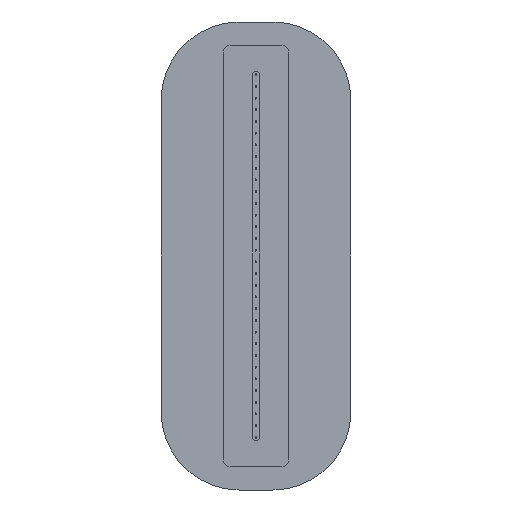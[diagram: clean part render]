
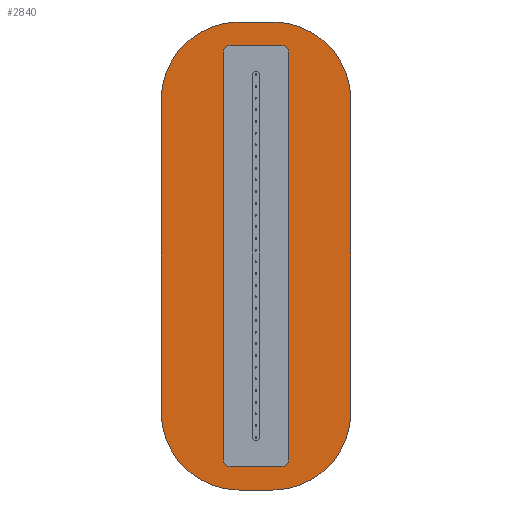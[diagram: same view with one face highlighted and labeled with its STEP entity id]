
A CAD part, front view. The second image highlights one B-rep face of the part: STEP entity #2840.
In plain terms, the highlighted planar face has unit normal (0, -1, 0).
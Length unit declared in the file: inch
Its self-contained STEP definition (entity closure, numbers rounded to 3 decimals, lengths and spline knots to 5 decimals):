
#103=LINE('',#4730,#268);
#104=LINE('',#4734,#269);
#105=LINE('',#4738,#270);
#106=LINE('',#4742,#271);
#127=LINE('',#4848,#292);
#128=LINE('',#4852,#293);
#129=LINE('',#4856,#294);
#130=LINE('',#4859,#295);
#268=VECTOR('',#3744,0.3937);
#269=VECTOR('',#3747,0.3937);
#270=VECTOR('',#3750,0.3937);
#271=VECTOR('',#3753,0.3937);
#292=VECTOR('',#3894,0.3937);
#293=VECTOR('',#3897,0.3937);
#294=VECTOR('',#3900,0.3937);
#295=VECTOR('',#3903,0.3937);
#495=FACE_BOUND('',#989,.T.);
#581=PLANE('',#3184);
#744=FACE_OUTER_BOUND('',#988,.T.);
#988=EDGE_LOOP('',(#2279,#2280,#2281,#2282,#2283,#2284,#2285,#2286));
#989=EDGE_LOOP('',(#2287,#2288,#2289,#2290,#2291,#2292,#2293,#2294));
#1202=CIRCLE('',#3122,0.1);
#1203=CIRCLE('',#3123,0.1);
#1204=CIRCLE('',#3124,0.1);
#1205=CIRCLE('',#3125,0.1);
#1218=CIRCLE('',#3182,1.181);
#1220=CIRCLE('',#3185,1.181);
#1221=CIRCLE('',#3186,1.181);
#1222=CIRCLE('',#3187,1.181);
#1401=VERTEX_POINT('',#4728);
#1402=VERTEX_POINT('',#4729);
#1403=VERTEX_POINT('',#4731);
#1404=VERTEX_POINT('',#4733);
#1405=VERTEX_POINT('',#4735);
#1406=VERTEX_POINT('',#4737);
#1407=VERTEX_POINT('',#4739);
#1408=VERTEX_POINT('',#4741);
#1429=VERTEX_POINT('',#4838);
#1430=VERTEX_POINT('',#4839);
#1433=VERTEX_POINT('',#4847);
#1434=VERTEX_POINT('',#4849);
#1435=VERTEX_POINT('',#4851);
#1436=VERTEX_POINT('',#4853);
#1437=VERTEX_POINT('',#4855);
#1438=VERTEX_POINT('',#4857);
#1697=EDGE_CURVE('',#1401,#1402,#103,.T.);
#1698=EDGE_CURVE('',#1403,#1401,#1202,.T.);
#1699=EDGE_CURVE('',#1404,#1403,#104,.T.);
#1700=EDGE_CURVE('',#1405,#1404,#1203,.T.);
#1701=EDGE_CURVE('',#1406,#1405,#105,.T.);
#1702=EDGE_CURVE('',#1407,#1406,#1204,.T.);
#1703=EDGE_CURVE('',#1408,#1407,#106,.T.);
#1704=EDGE_CURVE('',#1402,#1408,#1205,.T.);
#1735=EDGE_CURVE('',#1429,#1430,#1218,.T.);
#1739=EDGE_CURVE('',#1433,#1429,#127,.T.);
#1740=EDGE_CURVE('',#1434,#1433,#1220,.T.);
#1741=EDGE_CURVE('',#1435,#1434,#128,.T.);
#1742=EDGE_CURVE('',#1436,#1435,#1221,.T.);
#1743=EDGE_CURVE('',#1437,#1436,#129,.T.);
#1744=EDGE_CURVE('',#1438,#1437,#1222,.T.);
#1745=EDGE_CURVE('',#1430,#1438,#130,.T.);
#2279=ORIENTED_EDGE('',*,*,#1735,.F.);
#2280=ORIENTED_EDGE('',*,*,#1739,.F.);
#2281=ORIENTED_EDGE('',*,*,#1740,.F.);
#2282=ORIENTED_EDGE('',*,*,#1741,.F.);
#2283=ORIENTED_EDGE('',*,*,#1742,.F.);
#2284=ORIENTED_EDGE('',*,*,#1743,.F.);
#2285=ORIENTED_EDGE('',*,*,#1744,.F.);
#2286=ORIENTED_EDGE('',*,*,#1745,.F.);
#2287=ORIENTED_EDGE('',*,*,#1703,.T.);
#2288=ORIENTED_EDGE('',*,*,#1702,.T.);
#2289=ORIENTED_EDGE('',*,*,#1701,.T.);
#2290=ORIENTED_EDGE('',*,*,#1700,.T.);
#2291=ORIENTED_EDGE('',*,*,#1699,.T.);
#2292=ORIENTED_EDGE('',*,*,#1698,.T.);
#2293=ORIENTED_EDGE('',*,*,#1697,.T.);
#2294=ORIENTED_EDGE('',*,*,#1704,.T.);
#2840=ADVANCED_FACE('',(#744,#495),#581,.T.);
#3122=AXIS2_PLACEMENT_3D('',#4732,#3745,#3746);
#3123=AXIS2_PLACEMENT_3D('',#4736,#3748,#3749);
#3124=AXIS2_PLACEMENT_3D('',#4740,#3751,#3752);
#3125=AXIS2_PLACEMENT_3D('',#4743,#3754,#3755);
#3182=AXIS2_PLACEMENT_3D('',#4840,#3886,#3887);
#3184=AXIS2_PLACEMENT_3D('',#4846,#3892,#3893);
#3185=AXIS2_PLACEMENT_3D('',#4850,#3895,#3896);
#3186=AXIS2_PLACEMENT_3D('',#4854,#3898,#3899);
#3187=AXIS2_PLACEMENT_3D('',#4858,#3901,#3902);
#3744=DIRECTION('',(0.,0.,1.));
#3745=DIRECTION('center_axis',(0.,1.,0.));
#3746=DIRECTION('ref_axis',(-1.,0.,0.));
#3747=DIRECTION('',(-1.,0.,0.));
#3748=DIRECTION('center_axis',(0.,1.,0.));
#3749=DIRECTION('ref_axis',(0.,0.,
-1.));
#3750=DIRECTION('',(0.,0.,-1.));
#3751=DIRECTION('center_axis',(0.,1.,0.));
#3752=DIRECTION('ref_axis',(1.,0.,0.));
#3753=DIRECTION('',(1.,0.,0.));
#3754=DIRECTION('center_axis',(0.,1.,0.));
#3755=DIRECTION('ref_axis',(0.,0.,1.));
#3886=DIRECTION('center_axis',(0.,1.,0.));
#3887=DIRECTION('ref_axis',(0.707,0.,-0.707));
#3892=DIRECTION('center_axis',(0.,-1.,0.));
#3893=DIRECTION('ref_axis',(0.,0.,
-1.));
#3894=DIRECTION('',(0.,0.,-1.));
#3895=DIRECTION('center_axis',(0.,1.,0.));
#3896=DIRECTION('ref_axis',(0.707,0.,0.707));
#3897=DIRECTION('',(1.,0.,0.));
#3898=DIRECTION('center_axis',(0.,1.,0.));
#3899=DIRECTION('ref_axis',(-0.707,0.,0.707));
#3900=DIRECTION('',(0.,0.,1.));
#3901=DIRECTION('center_axis',(0.,1.,0.));
#3902=DIRECTION('ref_axis',(-0.707,0.,-0.707));
#3903=DIRECTION('',(-1.,0.,0.));
#4728=CARTESIAN_POINT('',(-0.492,-23.97564,-3.089));
#4729=CARTESIAN_POINT('',(-0.492,-23.97564,3.089));
#4730=CARTESIAN_POINT('',(-0.492,-23.97564,1.5445));
#4731=CARTESIAN_POINT('',(-0.392,-23.97564,-3.189));
#4732=CARTESIAN_POINT('Origin',(-0.392,-23.97564,-3.089));
#4733=CARTESIAN_POINT('',(0.392,-23.97564,-3.189));
#4734=CARTESIAN_POINT('',(-0.196,-23.97564,-3.189));
#4735=CARTESIAN_POINT('',(0.492,-23.97564,-3.089));
#4736=CARTESIAN_POINT('Origin',(0.392,-23.97564,-3.089));
#4737=CARTESIAN_POINT('',(0.492,-23.97564,3.089));
#4738=CARTESIAN_POINT('',(0.492,-23.97564,-1.5445));
#4739=CARTESIAN_POINT('',(0.392,-23.97564,3.189));
#4740=CARTESIAN_POINT('Origin',(0.392,-23.97564,3.089));
#4741=CARTESIAN_POINT('',(-0.392,-23.97564,3.189));
#4742=CARTESIAN_POINT('',(0.196,-23.97564,3.189));
#4743=CARTESIAN_POINT('Origin',(-0.392,-23.97564,3.089));
#4838=CARTESIAN_POINT('',(1.437,-23.97564,-2.364));
#4839=CARTESIAN_POINT('',(0.256,-23.97564,-3.545));
#4840=CARTESIAN_POINT('Origin',(0.256,-23.97564,-2.364));
#4846=CARTESIAN_POINT('Origin',(0.,-23.97564,
0.));
#4847=CARTESIAN_POINT('',(1.437,-23.97564,2.364));
#4848=CARTESIAN_POINT('',(1.437,-23.97564,-3.545));
#4849=CARTESIAN_POINT('',(0.256,-23.97564,3.545));
#4850=CARTESIAN_POINT('Origin',(0.256,-23.97564,2.364));
#4851=CARTESIAN_POINT('',(-0.256,-23.97564,3.545));
#4852=CARTESIAN_POINT('',(1.437,-23.97564,3.545));
#4853=CARTESIAN_POINT('',(-1.437,-23.97564,2.364));
#4854=CARTESIAN_POINT('Origin',(-0.256,-23.97564,2.364));
#4855=CARTESIAN_POINT('',(-1.437,-23.97564,-2.364));
#4856=CARTESIAN_POINT('',(-1.437,-23.97564,3.545));
#4857=CARTESIAN_POINT('',(-0.256,-23.97564,-3.545));
#4858=CARTESIAN_POINT('Origin',(-0.256,-23.97564,-2.364));
#4859=CARTESIAN_POINT('',(-1.437,-23.97564,-3.545));
